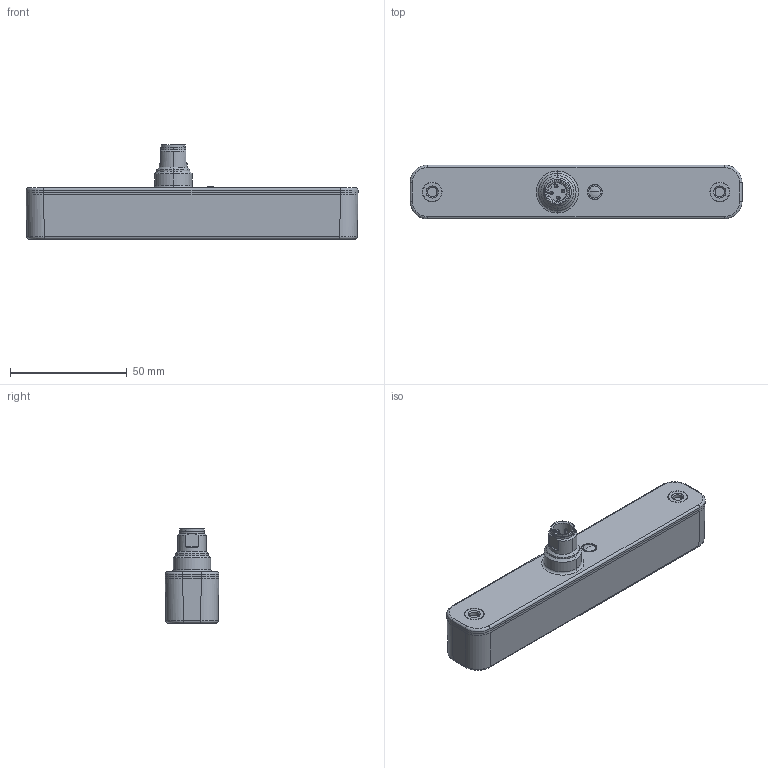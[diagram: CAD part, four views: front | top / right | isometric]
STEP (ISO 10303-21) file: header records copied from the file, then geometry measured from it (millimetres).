
FILE_DESCRIPTION((''),'2;1');
FILE_NAME('1_PMI120-F90_SW0001','2009-09-04T',('mabamberg'),(''),'PRO/ENGINEER BY PARAMETRIC TECHNOLOGY CORPORATION, 2006300','PRO/ENGINEER BY PARAMETRIC TECHNOLOGY CORPORATION, 2006300','');
FILE_SCHEMA(('CONFIG_CONTROL_DESIGN'));
Length unit declared in the file: millimetre
Products named in the file (1): 1_PMI120-F90_SW0001
Bounding box: 142 x 23 x 40.3 mm (x, y, z)
Volume: 70017 mm3; surface area: 17379 mm2
Topology: 3 solids, 5 shells, 242 faces, 554 edges, 337 vertices
Faces by surface type: cylinder 99, plane 62, cone 48, torus 21, bspline 10, sphere 2
Entity records: 10046 total; most frequent: CARTESIAN_POINT 2784, DIRECTION 1207, ORIENTED_EDGE 1104, EDGE_CURVE 552, AXIS2_PLACEMENT_3D 501, VERTEX_POINT 337, CIRCLE 268, EDGE_LOOP 267
